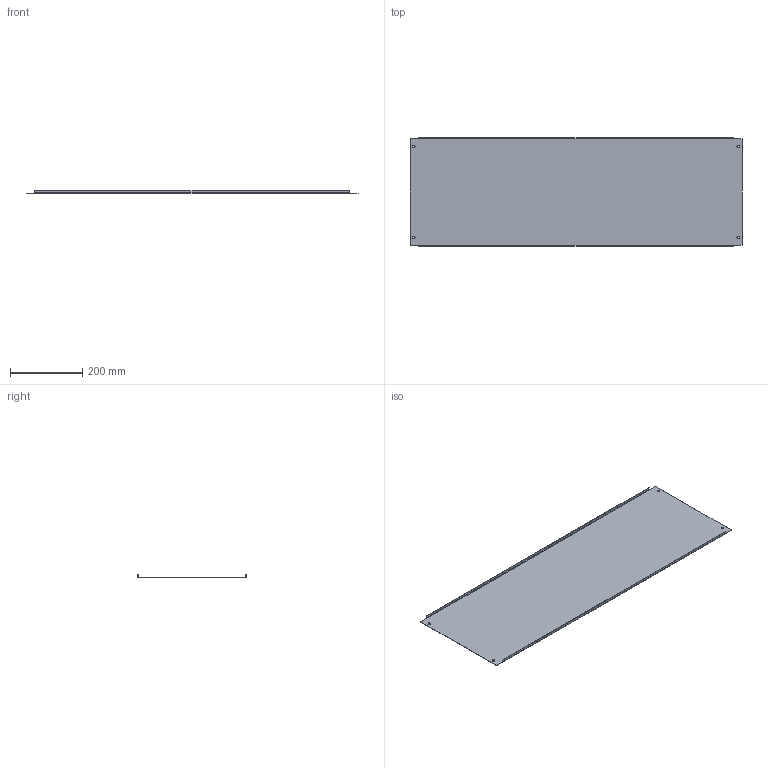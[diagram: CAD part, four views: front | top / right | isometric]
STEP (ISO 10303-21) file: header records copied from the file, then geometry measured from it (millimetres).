
FILE_DESCRIPTION (( 'STEP AP214' ), '1' );
FILE_NAME ('Ïëàñòðîí 300õ1000 ãëóõîé.STEP', '2018-01-14T09:39:57', ( 'Îëåã' ), ( '' ), 'SwSTEP 2.0', 'SolidWorks 2017', '' );
FILE_SCHEMA (( 'AUTOMOTIVE_DESIGN' ));
Length unit declared in the file: millimetre
Products named in the file (1): Ïëàñòðîí 300õ1000 ãëóõîé
Bounding box: 917 x 299 x 8 mm (x, y, z)
Volume: 284922 mm3; surface area: 572383.2 mm2
Topology: 1 solids, 1 shells, 30 faces, 70 edges, 42 vertices
Faces by surface type: plane 22, cylinder 8
Full cylindrical faces by diameter (mm): 6.5 x4
Entity records: 872 total; most frequent: DIRECTION 142, CARTESIAN_POINT 135, ORIENTED_EDGE 128, EDGE_CURVE 64, VECTOR 48, LINE 48, AXIS2_PLACEMENT_3D 47, EDGE_LOOP 42
